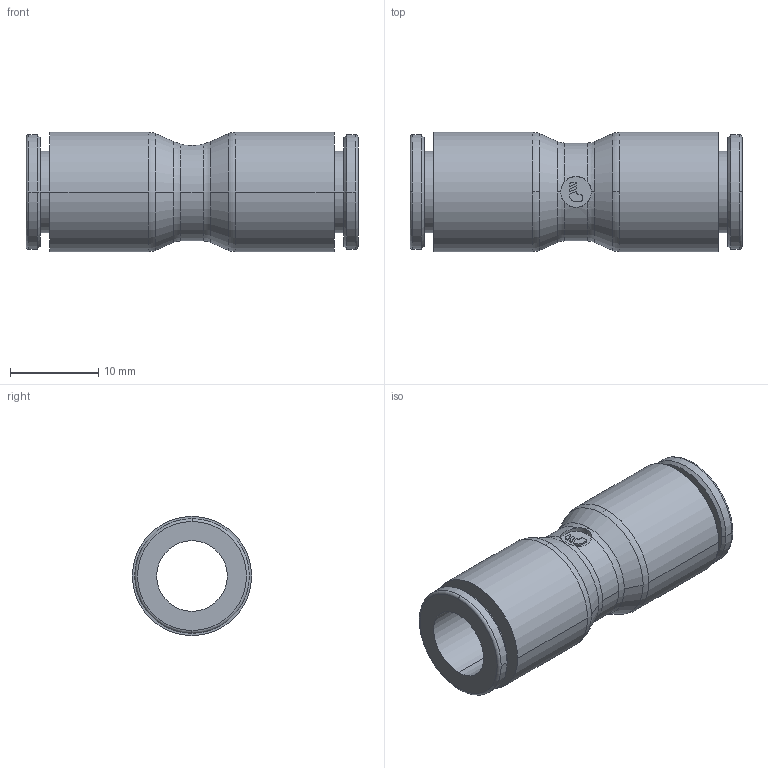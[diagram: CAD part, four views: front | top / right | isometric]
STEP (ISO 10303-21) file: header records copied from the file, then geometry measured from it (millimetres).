
FILE_DESCRIPTION(('STEP AP214'),'1');
FILE_NAME('6306_08_00WP2.stp','2016-07-07T14:17:14',('TraceParts'),('TraceParts S.A.'),'Spatial InterOp 3D',' ',' ');
FILE_SCHEMA(('automotive_design'));
Length unit declared in the file: millimetre
Products named in the file (1): 1
Bounding box: 37.61 x 13.5 x 13.5 mm (x, y, z)
Volume: 2988.2 mm3; surface area: 2906.9 mm2
Topology: 1 solids, 1 shells, 68 faces, 173 edges, 114 vertices
Faces by surface type: cylinder 25, plane 23, torus 12, cone 8
Entity records: 2235 total; most frequent: CARTESIAN_POINT 483, DIRECTION 401, ORIENTED_EDGE 346, EDGE_CURVE 173, AXIS2_PLACEMENT_3D 165, VERTEX_POINT 114, CIRCLE 96, EDGE_LOOP 77
